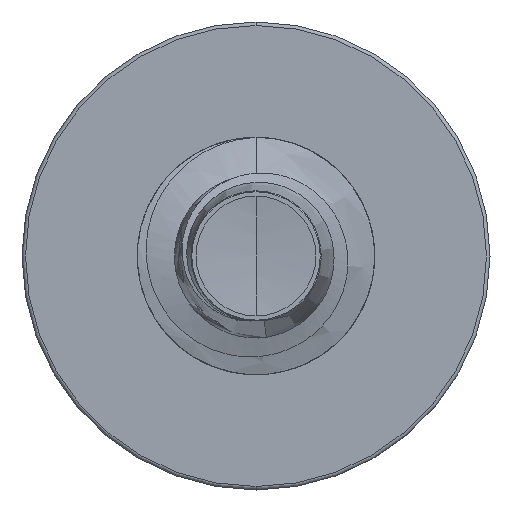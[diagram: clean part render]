
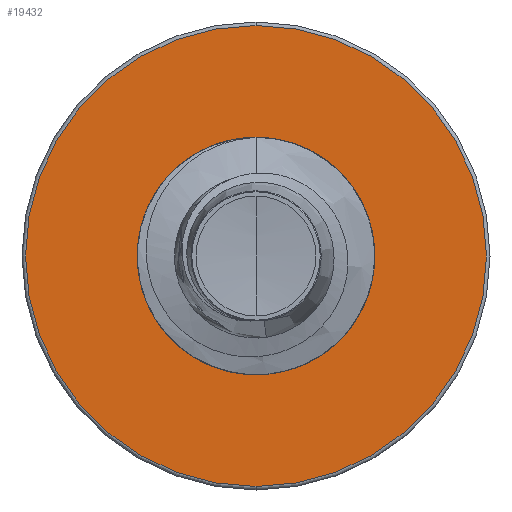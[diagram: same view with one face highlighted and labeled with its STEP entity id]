
A CAD part, front view. The second image highlights one B-rep face of the part: STEP entity #19432.
In plain terms, the highlighted planar face has unit normal (0, -1, 0).
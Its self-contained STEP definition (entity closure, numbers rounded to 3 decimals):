
#1105 = VERTEX_POINT ( 'NONE', #9316 ) ;
#1142 = CARTESIAN_POINT ( 'NONE',  ( 0., 20., 1.722 ) ) ;
#1350 = CARTESIAN_POINT ( 'NONE',  ( 0., 20., 3.398 ) ) ;
#1662 = DIRECTION ( 'NONE',  ( 0., 0., 1. ) ) ;
#2018 = PLANE ( 'NONE',  #21445 ) ;
#2286 = DIRECTION ( 'NONE',  ( 0., 1., 0. ) ) ;
#4228 = EDGE_LOOP ( 'NONE', ( #8293, #8420 ) ) ;
#5786 = DIRECTION ( 'NONE',  ( 0., 0., 1. ) ) ;
#7895 = ORIENTED_EDGE ( 'NONE', *, *, #12251, .F. ) ;
#7973 = AXIS2_PLACEMENT_3D ( 'NONE', #24917, #14695, #1662 ) ;
#7978 = ORIENTED_EDGE ( 'NONE', *, *, #13846, .F. ) ;
#8293 = ORIENTED_EDGE ( 'NONE', *, *, #16241, .T. ) ;
#8420 = ORIENTED_EDGE ( 'NONE', *, *, #13447, .T. ) ;
#8609 = CARTESIAN_POINT ( 'NONE',  ( 0., 20., -1.722 ) ) ;
#8895 = VERTEX_POINT ( 'NONE', #1350 ) ;
#9316 = CARTESIAN_POINT ( 'NONE',  ( 0., 20., -3.397 ) ) ;
#10865 = DIRECTION ( 'NONE',  ( 0., 1., 0. ) ) ;
#11051 = EDGE_LOOP ( 'NONE', ( #7895, #7978 ) ) ;
#12211 = VERTEX_POINT ( 'NONE', #20285 ) ;
#12251 = EDGE_CURVE ( 'NONE', #8895, #1105, #20150, .T. ) ;
#12971 = CARTESIAN_POINT ( 'NONE',  ( 0., 20., 0. ) ) ;
#13447 = EDGE_CURVE ( 'NONE', #12211, #19023, #19044, .T. ) ;
#13846 = EDGE_CURVE ( 'NONE', #1105, #8895, #22801, .T. ) ;
#14695 = DIRECTION ( 'NONE',  ( 0., 1., 0. ) ) ;
#15077 = DIRECTION ( 'NONE',  ( 0., 0., 1. ) ) ;
#15276 = CARTESIAN_POINT ( 'NONE',  ( 0., 20., 0. ) ) ;
#16241 = EDGE_CURVE ( 'NONE', #19023, #12211, #19862, .T. ) ;
#17232 = DIRECTION ( 'NONE',  ( 0., 0., 1. ) ) ;
#18289 = DIRECTION ( 'NONE',  ( 0., 1., 0. ) ) ;
#19023 = VERTEX_POINT ( 'NONE', #1142 ) ;
#19044 = CIRCLE ( 'NONE', #22196, 1.722 ) ;
#19432 = ADVANCED_FACE ( 'NONE', ( #25157, #21109 ), #2018, .F. ) ;
#19862 = CIRCLE ( 'NONE', #20787, 1.722 ) ;
#20150 = CIRCLE ( 'NONE', #7973, 3.398 ) ;
#20285 = CARTESIAN_POINT ( 'NONE',  ( 0., 20., -1.722 ) ) ;
#20787 = AXIS2_PLACEMENT_3D ( 'NONE', #12971, #25174, #15077 ) ;
#21109 = FACE_BOUND ( 'NONE', #4228, .T. ) ;
#21445 = AXIS2_PLACEMENT_3D ( 'NONE', #8609, #18289, #5786 ) ;
#22137 = CARTESIAN_POINT ( 'NONE',  ( 0., 20., 0. ) ) ;
#22196 = AXIS2_PLACEMENT_3D ( 'NONE', #22137, #10865, #23674 ) ;
#22801 = CIRCLE ( 'NONE', #25246, 3.398 ) ;
#23674 = DIRECTION ( 'NONE',  ( 0., 0., 1. ) ) ;
#24917 = CARTESIAN_POINT ( 'NONE',  ( 0., 20., 0. ) ) ;
#25157 = FACE_OUTER_BOUND ( 'NONE', #11051, .T. ) ;
#25174 = DIRECTION ( 'NONE',  ( 0., 1., 0. ) ) ;
#25246 = AXIS2_PLACEMENT_3D ( 'NONE', #15276, #2286, #17232 ) ;
